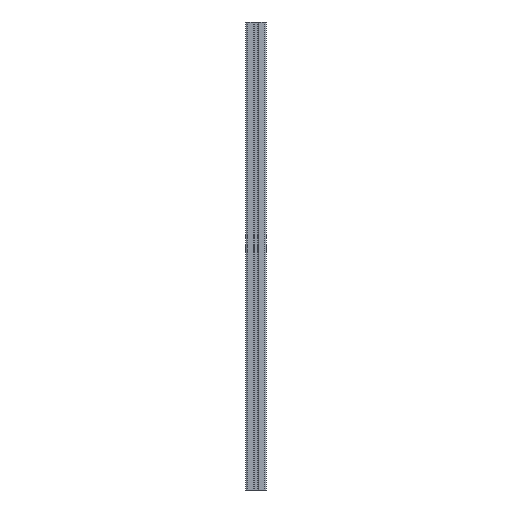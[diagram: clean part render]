
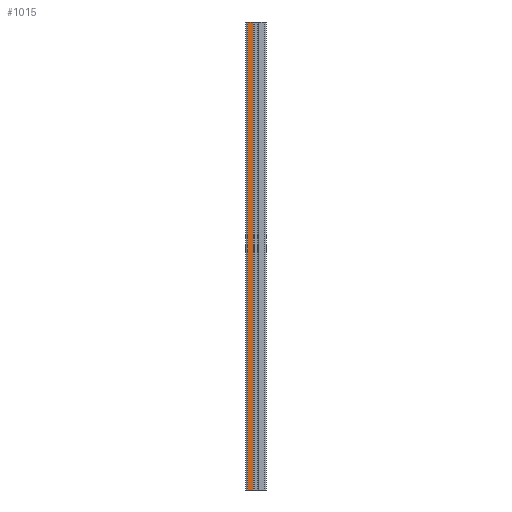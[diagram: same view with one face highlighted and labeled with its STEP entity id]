
A CAD part, left-side view. The second image highlights one B-rep face of the part: STEP entity #1015.
In plain terms, the highlighted planar face has unit normal (-1, 0, 0).
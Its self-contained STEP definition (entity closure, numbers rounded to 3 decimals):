
#34=PLANE('',#1090);
#83=FACE_OUTER_BOUND('',#136,.T.);
#136=EDGE_LOOP('',(#866,#867,#868,#869));
#183=LINE('',#1426,#320);
#241=LINE('',#1551,#378);
#273=LINE('',#1617,#410);
#274=LINE('',#1619,#411);
#320=VECTOR('',#1151,1000.);
#378=VECTOR('',#1219,1000.);
#410=VECTOR('',#1289,1000.);
#411=VECTOR('',#1292,1000.);
#470=VERTEX_POINT('',#1423);
#471=VERTEX_POINT('',#1425);
#532=VERTEX_POINT('',#1548);
#533=VERTEX_POINT('',#1550);
#569=EDGE_CURVE('',#470,#471,#183,.T.);
#631=EDGE_CURVE('',#533,#532,#241,.T.);
#665=EDGE_CURVE('',#470,#533,#273,.T.);
#666=EDGE_CURVE('',#471,#532,#274,.T.);
#866=ORIENTED_EDGE('',*,*,#631,.T.);
#867=ORIENTED_EDGE('',*,*,#666,.F.);
#868=ORIENTED_EDGE('',*,*,#569,.F.);
#869=ORIENTED_EDGE('',*,*,#665,.T.);
#1015=ADVANCED_FACE('',(#83),#34,.F.);
#1090=AXIS2_PLACEMENT_3D('',#1618,#1290,#1291);
#1151=DIRECTION('',(0.,-1.,0.));
#1219=DIRECTION('',(0.,-1.,0.));
#1289=DIRECTION('',(0.,0.,-1.));
#1290=DIRECTION('center_axis',(1.,0.,0.));
#1291=DIRECTION('ref_axis',(0.,1.,0.));
#1292=DIRECTION('',(0.,0.,-1.));
#1423=CARTESIAN_POINT('',(0.,18.,450.));
#1425=CARTESIAN_POINT('',(0.,12.6,450.));
#1426=CARTESIAN_POINT('',(0.,12.6,450.));
#1548=CARTESIAN_POINT('',(0.,12.6,0.));
#1550=CARTESIAN_POINT('',(0.,18.,0.));
#1551=CARTESIAN_POINT('',(0.,12.6,0.));
#1617=CARTESIAN_POINT('',(0.,18.,450.));
#1618=CARTESIAN_POINT('Origin',(0.,12.6,
450.));
#1619=CARTESIAN_POINT('',(0.,12.6,450.));
